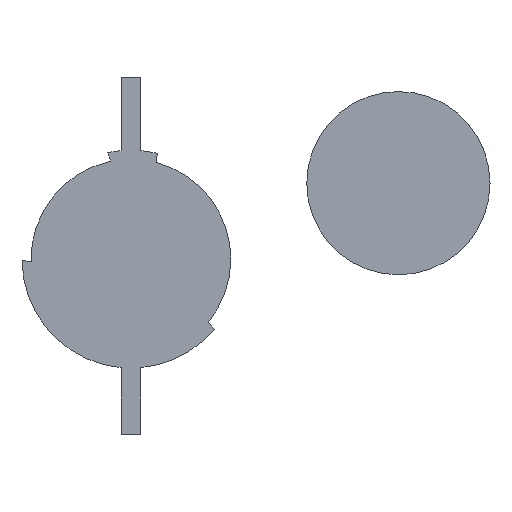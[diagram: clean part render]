
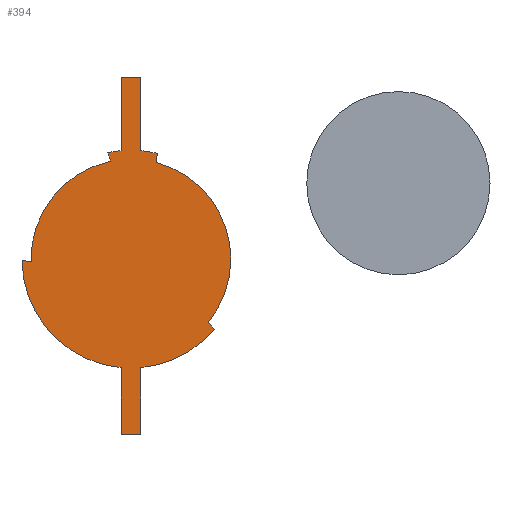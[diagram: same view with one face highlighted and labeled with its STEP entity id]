
A CAD part, left-side view. The second image highlights one B-rep face of the part: STEP entity #394.
In plain terms, the highlighted planar face has unit normal (-1, 0, 0).
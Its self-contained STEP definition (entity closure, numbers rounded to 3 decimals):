
#32=LINE('',#616,#63);
#33=LINE('',#618,#64);
#34=LINE('',#620,#65);
#35=LINE('',#632,#66);
#36=LINE('',#634,#67);
#37=LINE('',#636,#68);
#63=VECTOR('',#482,10.);
#64=VECTOR('',#483,10.);
#65=VECTOR('',#484,10.);
#66=VECTOR('',#495,10.);
#67=VECTOR('',#496,10.);
#68=VECTOR('',#497,10.);
#95=FACE_OUTER_BOUND('',#120,.T.);
#120=EDGE_LOOP('',(#268,#269,#270,#271,#272,#273,#274,#275,#276,#277,#278,
#279,#280,#281,#282,#283));
#147=CIRCLE('',#424,6.6);
#148=CIRCLE('',#425,6.6);
#149=CIRCLE('',#426,12.729);
#150=CIRCLE('',#427,6.05);
#151=CIRCLE('',#428,12.729);
#152=CIRCLE('',#429,6.6);
#153=CIRCLE('',#430,6.6);
#154=CIRCLE('',#431,4.75);
#155=CIRCLE('',#432,6.05);
#156=CIRCLE('',#433,4.75);
#173=VERTEX_POINT('',#612);
#174=VERTEX_POINT('',#613);
#175=VERTEX_POINT('',#615);
#176=VERTEX_POINT('',#617);
#177=VERTEX_POINT('',#619);
#178=VERTEX_POINT('',#621);
#179=VERTEX_POINT('',#623);
#180=VERTEX_POINT('',#625);
#181=VERTEX_POINT('',#627);
#182=VERTEX_POINT('',#629);
#183=VERTEX_POINT('',#631);
#184=VERTEX_POINT('',#633);
#185=VERTEX_POINT('',#635);
#186=VERTEX_POINT('',#637);
#187=VERTEX_POINT('',#639);
#188=VERTEX_POINT('',#641);
#211=EDGE_CURVE('',#173,#174,#147,.T.);
#212=EDGE_CURVE('',#174,#175,#32,.T.);
#213=EDGE_CURVE('',#175,#176,#33,.T.);
#214=EDGE_CURVE('',#176,#177,#34,.T.);
#215=EDGE_CURVE('',#177,#178,#148,.T.);
#216=EDGE_CURVE('',#178,#179,#149,.T.);
#217=EDGE_CURVE('',#179,#180,#150,.T.);
#218=EDGE_CURVE('',#180,#181,#151,.T.);
#219=EDGE_CURVE('',#181,#182,#152,.T.);
#220=EDGE_CURVE('',#182,#183,#35,.T.);
#221=EDGE_CURVE('',#183,#184,#36,.T.);
#222=EDGE_CURVE('',#184,#185,#37,.T.);
#223=EDGE_CURVE('',#185,#186,#153,.T.);
#224=EDGE_CURVE('',#186,#187,#154,.T.);
#225=EDGE_CURVE('',#187,#188,#155,.T.);
#226=EDGE_CURVE('',#188,#173,#156,.T.);
#268=ORIENTED_EDGE('',*,*,#211,.T.);
#269=ORIENTED_EDGE('',*,*,#212,.T.);
#270=ORIENTED_EDGE('',*,*,#213,.T.);
#271=ORIENTED_EDGE('',*,*,#214,.T.);
#272=ORIENTED_EDGE('',*,*,#215,.T.);
#273=ORIENTED_EDGE('',*,*,#216,.T.);
#274=ORIENTED_EDGE('',*,*,#217,.T.);
#275=ORIENTED_EDGE('',*,*,#218,.T.);
#276=ORIENTED_EDGE('',*,*,#219,.T.);
#277=ORIENTED_EDGE('',*,*,#220,.T.);
#278=ORIENTED_EDGE('',*,*,#221,.T.);
#279=ORIENTED_EDGE('',*,*,#222,.T.);
#280=ORIENTED_EDGE('',*,*,#223,.T.);
#281=ORIENTED_EDGE('',*,*,#224,.T.);
#282=ORIENTED_EDGE('',*,*,#225,.T.);
#283=ORIENTED_EDGE('',*,*,#226,.T.);
#382=PLANE('',#423);
#394=ADVANCED_FACE('',(#95),#382,.T.);
#423=AXIS2_PLACEMENT_3D('',#611,#478,#479);
#424=AXIS2_PLACEMENT_3D('',#614,#480,#481);
#425=AXIS2_PLACEMENT_3D('',#622,#485,#486);
#426=AXIS2_PLACEMENT_3D('',#624,#487,#488);
#427=AXIS2_PLACEMENT_3D('',#626,#489,#490);
#428=AXIS2_PLACEMENT_3D('',#628,#491,#492);
#429=AXIS2_PLACEMENT_3D('',#630,#493,#494);
#430=AXIS2_PLACEMENT_3D('',#638,#498,#499);
#431=AXIS2_PLACEMENT_3D('',#640,#500,#501);
#432=AXIS2_PLACEMENT_3D('',#642,#502,#503);
#433=AXIS2_PLACEMENT_3D('',#643,#504,#505);
#478=DIRECTION('center_axis',(-1.,0.,0.));
#479=DIRECTION('ref_axis',(0.,-1.,0.));
#480=DIRECTION('center_axis',(-1.,0.,0.));
#481=DIRECTION('ref_axis',(0.,1.,-0.012));
#482=DIRECTION('',(0.,0.,-1.));
#483=DIRECTION('',(0.,-1.,0.));
#484=DIRECTION('',(0.,0.,1.));
#485=DIRECTION('center_axis',(-1.,0.,0.));
#486=DIRECTION('ref_axis',(0.,-0.091,-0.996));
#487=DIRECTION('center_axis',(1.,0.,0.));
#488=DIRECTION('ref_axis',(0.,0.748,-0.663));
#489=DIRECTION('center_axis',(-1.,0.,0.));
#490=DIRECTION('ref_axis',(0.,-0.772,-0.635));
#491=DIRECTION('center_axis',(1.,0.,0.));
#492=DIRECTION('ref_axis',(0.,0.99,0.142));
#493=DIRECTION('center_axis',(-1.,0.,0.));
#494=DIRECTION('ref_axis',(0.,-0.242,0.97));
#495=DIRECTION('',(0.,0.,1.));
#496=DIRECTION('',(0.,1.,0.));
#497=DIRECTION('',(0.,0.,-1.));
#498=DIRECTION('center_axis',(-1.,0.,0.));
#499=DIRECTION('ref_axis',(0.,0.091,0.996));
#500=DIRECTION('center_axis',(1.,0.,0.));
#501=DIRECTION('ref_axis',(0.,-0.96,0.278));
#502=DIRECTION('center_axis',(-1.,0.,0.));
#503=DIRECTION('ref_axis',(0.,0.205,0.979));
#504=DIRECTION('center_axis',(1.,0.,0.));
#505=DIRECTION('ref_axis',(0.,0.168,-0.986));
#611=CARTESIAN_POINT('Origin',(-362.72,674.832,677.363));
#612=CARTESIAN_POINT('',(-362.72,681.157,677.092));
#613=CARTESIAN_POINT('',(-362.72,675.158,670.601));
#614=CARTESIAN_POINT('Origin',(-362.72,674.558,677.174));
#615=CARTESIAN_POINT('',(-362.72,675.158,666.552));
#616=CARTESIAN_POINT('',(-362.72,675.158,670.601));
#617=CARTESIAN_POINT('',(-362.72,673.958,666.552));
#618=CARTESIAN_POINT('',(-362.72,675.158,666.552));
#619=CARTESIAN_POINT('',(-362.72,673.958,670.601));
#620=CARTESIAN_POINT('',(-362.72,673.958,666.552));
#621=CARTESIAN_POINT('',(-362.72,669.508,672.925));
#622=CARTESIAN_POINT('Origin',(-362.72,674.558,677.174));
#623=CARTESIAN_POINT('',(-362.72,669.885,673.332));
#624=CARTESIAN_POINT('Origin',(-362.72,660.358,681.774));
#625=CARTESIAN_POINT('',(-362.72,673.025,683.027));
#626=CARTESIAN_POINT('Origin',(-362.72,674.558,677.174));
#627=CARTESIAN_POINT('',(-362.72,672.959,683.577));
#628=CARTESIAN_POINT('Origin',(-362.72,660.358,681.774));
#629=CARTESIAN_POINT('',(-362.72,673.958,683.747));
#630=CARTESIAN_POINT('Origin',(-362.72,674.558,677.174));
#631=CARTESIAN_POINT('',(-362.72,673.958,688.174));
#632=CARTESIAN_POINT('',(-362.72,673.958,683.747));
#633=CARTESIAN_POINT('',(-362.72,675.158,688.174));
#634=CARTESIAN_POINT('',(-362.72,673.958,688.174));
#635=CARTESIAN_POINT('',(-362.72,675.158,683.747));
#636=CARTESIAN_POINT('',(-362.72,675.158,688.174));
#637=CARTESIAN_POINT('',(-362.72,675.981,683.619));
#638=CARTESIAN_POINT('Origin',(-362.72,674.558,677.174));
#639=CARTESIAN_POINT('',(-362.72,675.795,683.096));
#640=CARTESIAN_POINT('Origin',(-362.72,680.358,681.774));
#641=CARTESIAN_POINT('',(-362.72,680.606,677.031));
#642=CARTESIAN_POINT('Origin',(-362.72,674.558,677.174));
#643=CARTESIAN_POINT('Origin',(-362.72,680.358,681.774));
